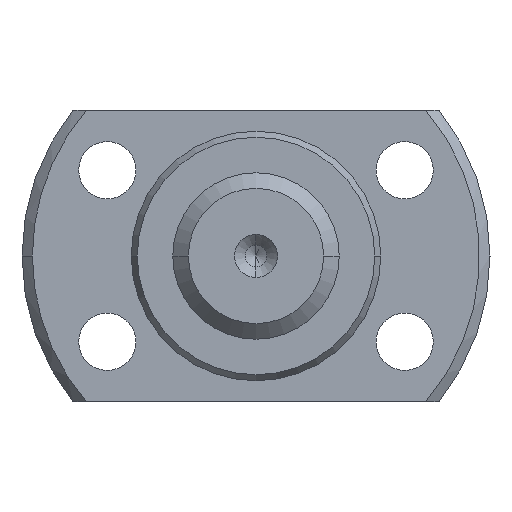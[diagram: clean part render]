
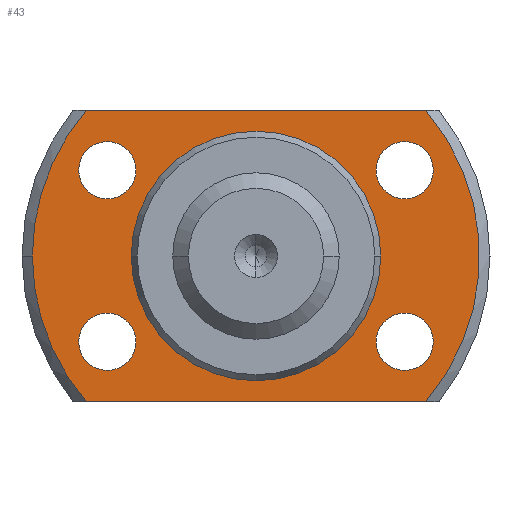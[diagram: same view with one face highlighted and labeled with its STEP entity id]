
A CAD part, left-side view. The second image highlights one B-rep face of the part: STEP entity #43.
In plain terms, the highlighted planar face has unit normal (-1, 0, 0).
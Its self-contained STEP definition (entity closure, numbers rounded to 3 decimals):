
#9 = DIRECTION ( 'NONE',  ( 1., 0., 0. ) ) ;
#39 = CARTESIAN_POINT ( 'NONE',  ( 11.5, 11.55, 8.25 ) ) ;
#43 = ADVANCED_FACE ( 'NONE', ( #1732, #1424, #2548, #3161, #346, #2274 ), #3422, .F. ) ;
#46 = AXIS2_PLACEMENT_3D ( 'NONE', #2932, #2657, #2898 ) ;
#87 = VERTEX_POINT ( 'NONE', #39 ) ;
#131 = DIRECTION ( 'NONE',  ( 1., 0., 0. ) ) ;
#141 = VERTEX_POINT ( 'NONE', #1432 ) ;
#145 = CARTESIAN_POINT ( 'NONE',  ( 11.5, 16.317, 14. ) ) ;
#186 = VERTEX_POINT ( 'NONE', #2863 ) ;
#206 = EDGE_CURVE ( 'NONE', #2314, #1229, #2936, .T. ) ;
#228 = CARTESIAN_POINT ( 'NONE',  ( 11.5, 0., 0. ) ) ;
#230 = AXIS2_PLACEMENT_3D ( 'NONE', #2027, #895, #1493 ) ;
#240 = AXIS2_PLACEMENT_3D ( 'NONE', #2961, #393, #2937 ) ;
#270 = EDGE_LOOP ( 'NONE', ( #3280, #2483 ) ) ;
#282 = EDGE_CURVE ( 'NONE', #1404, #2680, #1920, .T. ) ;
#346 = FACE_BOUND ( 'NONE', #1899, .T. ) ;
#393 = DIRECTION ( 'NONE',  ( 1., 0., 0. ) ) ;
#432 = CARTESIAN_POINT ( 'NONE',  ( 11.5, 0., 0. ) ) ;
#491 = VERTEX_POINT ( 'NONE', #1614 ) ;
#585 = ORIENTED_EDGE ( 'NONE', *, *, #3537, .T. ) ;
#614 = CARTESIAN_POINT ( 'NONE',  ( 11.5, -12., 0. ) ) ;
#624 = ORIENTED_EDGE ( 'NONE', *, *, #1188, .T. ) ;
#658 = DIRECTION ( 'NONE',  ( 1., 0., 0. ) ) ;
#701 = ORIENTED_EDGE ( 'NONE', *, *, #2081, .T. ) ;
#715 = AXIS2_PLACEMENT_3D ( 'NONE', #432, #3547, #2901 ) ;
#734 = DIRECTION ( 'NONE',  ( 0., 1., 0. ) ) ;
#819 = AXIS2_PLACEMENT_3D ( 'NONE', #1392, #9, #2307 ) ;
#880 = CARTESIAN_POINT ( 'NONE',  ( 11.5, -12., 0. ) ) ;
#895 = DIRECTION ( 'NONE',  ( 1., 0., 0. ) ) ;
#986 = EDGE_CURVE ( 'NONE', #141, #1976, #1162, .T. ) ;
#991 = DIRECTION ( 'NONE',  ( 0., 1., 0. ) ) ;
#1015 = VECTOR ( 'NONE', #2043, 1000. ) ;
#1128 = CARTESIAN_POINT ( 'NONE',  ( 11.5, 0., 0. ) ) ;
#1162 = CIRCLE ( 'NONE', #46, 2.75 ) ;
#1176 = CARTESIAN_POINT ( 'NONE',  ( 11.5, -11.55, -8.25 ) ) ;
#1188 = EDGE_CURVE ( 'NONE', #2378, #3265, #3364, .T. ) ;
#1203 = LINE ( 'NONE', #1744, #1015 ) ;
#1229 = VERTEX_POINT ( 'NONE', #1776 ) ;
#1230 = ORIENTED_EDGE ( 'NONE', *, *, #1840, .F. ) ;
#1234 = CIRCLE ( 'NONE', #3011, 2.75 ) ;
#1292 = CARTESIAN_POINT ( 'NONE',  ( 11.5, 11.55, -8.25 ) ) ;
#1298 = VERTEX_POINT ( 'NONE', #3413 ) ;
#1339 = AXIS2_PLACEMENT_3D ( 'NONE', #2294, #1514, #2913 ) ;
#1383 = EDGE_CURVE ( 'NONE', #186, #2510, #2952, .T. ) ;
#1392 = CARTESIAN_POINT ( 'NONE',  ( 11.5, -14.3, -8.25 ) ) ;
#1404 = VERTEX_POINT ( 'NONE', #614 ) ;
#1424 = FACE_BOUND ( 'NONE', #2617, .T. ) ;
#1432 = CARTESIAN_POINT ( 'NONE',  ( 11.5, 17.05, -8.25 ) ) ;
#1436 = ORIENTED_EDGE ( 'NONE', *, *, #2648, .F. ) ;
#1445 = EDGE_CURVE ( 'NONE', #3265, #2378, #1880, .T. ) ;
#1455 = AXIS2_PLACEMENT_3D ( 'NONE', #2396, #3274, #734 ) ;
#1465 = CARTESIAN_POINT ( 'NONE',  ( 11.5, 17.05, 8.25 ) ) ;
#1493 = DIRECTION ( 'NONE',  ( 0., 1., 0. ) ) ;
#1514 = DIRECTION ( 'NONE',  ( 1., 0., 0. ) ) ;
#1524 = AXIS2_PLACEMENT_3D ( 'NONE', #2261, #2574, #3109 ) ;
#1528 = VECTOR ( 'NONE', #3451, 1000. ) ;
#1573 = ORIENTED_EDGE ( 'NONE', *, *, #2758, .T. ) ;
#1614 = CARTESIAN_POINT ( 'NONE',  ( 11.5, -16.317, -14. ) ) ;
#1642 = EDGE_CURVE ( 'NONE', #2680, #1404, #2287, .T. ) ;
#1679 = EDGE_LOOP ( 'NONE', ( #1573, #701 ) ) ;
#1694 = AXIS2_PLACEMENT_3D ( 'NONE', #2443, #3593, #1809 ) ;
#1715 = DIRECTION ( 'NONE',  ( 0., 1., 0. ) ) ;
#1732 = FACE_BOUND ( 'NONE', #1679, .T. ) ;
#1744 = CARTESIAN_POINT ( 'NONE',  ( 11.5, -12., -14. ) ) ;
#1760 = AXIS2_PLACEMENT_3D ( 'NONE', #1966, #2041, #2007 ) ;
#1773 = DIRECTION ( 'NONE',  ( 0., 1., 0. ) ) ;
#1776 = CARTESIAN_POINT ( 'NONE',  ( 11.5, -17.05, 8.25 ) ) ;
#1790 = CARTESIAN_POINT ( 'NONE',  ( 11.5, 14.3, 8.25 ) ) ;
#1792 = CARTESIAN_POINT ( 'NONE',  ( 11.5, -17.05, -8.25 ) ) ;
#1800 = CARTESIAN_POINT ( 'NONE',  ( 11.5, 16.317, -14. ) ) ;
#1809 = DIRECTION ( 'NONE',  ( 0., 1., 0. ) ) ;
#1824 = CIRCLE ( 'NONE', #240, 2.75 ) ;
#1840 = EDGE_CURVE ( 'NONE', #2510, #1298, #3106, .T. ) ;
#1877 = VERTEX_POINT ( 'NONE', #1465 ) ;
#1880 = CIRCLE ( 'NONE', #819, 2.75 ) ;
#1885 = CIRCLE ( 'NONE', #1760, 2.75 ) ;
#1899 = EDGE_LOOP ( 'NONE', ( #2184, #3403 ) ) ;
#1920 = CIRCLE ( 'NONE', #3550, 12. ) ;
#1966 = CARTESIAN_POINT ( 'NONE',  ( 11.5, -14.3, 8.25 ) ) ;
#1973 = VERTEX_POINT ( 'NONE', #1800 ) ;
#1976 = VERTEX_POINT ( 'NONE', #1292 ) ;
#2001 = DIRECTION ( 'NONE',  ( 1., 0., 0. ) ) ;
#2007 = DIRECTION ( 'NONE',  ( 0., 1., 0. ) ) ;
#2027 = CARTESIAN_POINT ( 'NONE',  ( 11.5, -14.3, -8.25 ) ) ;
#2041 = DIRECTION ( 'NONE',  ( 1., 0., 0. ) ) ;
#2043 = DIRECTION ( 'NONE',  ( 0., -1., 0. ) ) ;
#2081 = EDGE_CURVE ( 'NONE', #87, #1877, #1824, .T. ) ;
#2088 = EDGE_CURVE ( 'NONE', #1298, #491, #2293, .T. ) ;
#2184 = ORIENTED_EDGE ( 'NONE', *, *, #1642, .T. ) ;
#2261 = CARTESIAN_POINT ( 'NONE',  ( 11.5, 0., 0. ) ) ;
#2274 = FACE_OUTER_BOUND ( 'NONE', #2684, .T. ) ;
#2287 = CIRCLE ( 'NONE', #1455, 12. ) ;
#2293 = CIRCLE ( 'NONE', #715, 21.5 ) ;
#2294 = CARTESIAN_POINT ( 'NONE',  ( 11.5, -14.3, 8.25 ) ) ;
#2304 = CARTESIAN_POINT ( 'NONE',  ( 11.5, -12., 14. ) ) ;
#2307 = DIRECTION ( 'NONE',  ( 0., 1., 0. ) ) ;
#2314 = VERTEX_POINT ( 'NONE', #2608 ) ;
#2321 = ORIENTED_EDGE ( 'NONE', *, *, #2088, .F. ) ;
#2337 = EDGE_LOOP ( 'NONE', ( #2486, #624 ) ) ;
#2378 = VERTEX_POINT ( 'NONE', #1792 ) ;
#2396 = CARTESIAN_POINT ( 'NONE',  ( 11.5, 0., 0. ) ) ;
#2443 = CARTESIAN_POINT ( 'NONE',  ( 11.5, 14.3, -8.25 ) ) ;
#2458 = DIRECTION ( 'NONE',  ( 0., 1., 0. ) ) ;
#2483 = ORIENTED_EDGE ( 'NONE', *, *, #2522, .T. ) ;
#2486 = ORIENTED_EDGE ( 'NONE', *, *, #1445, .T. ) ;
#2510 = VERTEX_POINT ( 'NONE', #145 ) ;
#2522 = EDGE_CURVE ( 'NONE', #1976, #141, #3323, .T. ) ;
#2537 = ORIENTED_EDGE ( 'NONE', *, *, #206, .T. ) ;
#2548 = FACE_BOUND ( 'NONE', #2337, .T. ) ;
#2574 = DIRECTION ( 'NONE',  ( 1., 0., 0. ) ) ;
#2590 = CIRCLE ( 'NONE', #3072, 21.5 ) ;
#2608 = CARTESIAN_POINT ( 'NONE',  ( 11.5, -11.55, 8.25 ) ) ;
#2617 = EDGE_LOOP ( 'NONE', ( #2537, #585 ) ) ;
#2648 = EDGE_CURVE ( 'NONE', #1973, #186, #2590, .T. ) ;
#2657 = DIRECTION ( 'NONE',  ( 1., 0., 0. ) ) ;
#2680 = VERTEX_POINT ( 'NONE', #3345 ) ;
#2684 = EDGE_LOOP ( 'NONE', ( #1230, #2998, #1436, #2948, #2321 ) ) ;
#2728 = EDGE_CURVE ( 'NONE', #1973, #491, #1203, .T. ) ;
#2758 = EDGE_CURVE ( 'NONE', #1877, #87, #1234, .T. ) ;
#2863 = CARTESIAN_POINT ( 'NONE',  ( 11.5, 21.5, 0. ) ) ;
#2898 = DIRECTION ( 'NONE',  ( 0., 1., 0. ) ) ;
#2901 = DIRECTION ( 'NONE',  ( 0., 1., 0. ) ) ;
#2913 = DIRECTION ( 'NONE',  ( 0., 1., 0. ) ) ;
#2932 = CARTESIAN_POINT ( 'NONE',  ( 11.5, 14.3, -8.25 ) ) ;
#2936 = CIRCLE ( 'NONE', #1339, 2.75 ) ;
#2937 = DIRECTION ( 'NONE',  ( 0., 1., 0. ) ) ;
#2948 = ORIENTED_EDGE ( 'NONE', *, *, #2728, .T. ) ;
#2952 = CIRCLE ( 'NONE', #1524, 21.5 ) ;
#2961 = CARTESIAN_POINT ( 'NONE',  ( 11.5, 14.3, 8.25 ) ) ;
#2998 = ORIENTED_EDGE ( 'NONE', *, *, #1383, .F. ) ;
#3011 = AXIS2_PLACEMENT_3D ( 'NONE', #1790, #658, #1773 ) ;
#3072 = AXIS2_PLACEMENT_3D ( 'NONE', #228, #3087, #2458 ) ;
#3087 = DIRECTION ( 'NONE',  ( 1., 0., 0. ) ) ;
#3106 = LINE ( 'NONE', #2304, #1528 ) ;
#3109 = DIRECTION ( 'NONE',  ( 0., 1., 0. ) ) ;
#3161 = FACE_BOUND ( 'NONE', #270, .T. ) ;
#3265 = VERTEX_POINT ( 'NONE', #1176 ) ;
#3274 = DIRECTION ( 'NONE',  ( 1., 0., 0. ) ) ;
#3280 = ORIENTED_EDGE ( 'NONE', *, *, #986, .T. ) ;
#3306 = AXIS2_PLACEMENT_3D ( 'NONE', #880, #2001, #1715 ) ;
#3323 = CIRCLE ( 'NONE', #1694, 2.75 ) ;
#3345 = CARTESIAN_POINT ( 'NONE',  ( 11.5, 12., 0. ) ) ;
#3364 = CIRCLE ( 'NONE', #230, 2.75 ) ;
#3403 = ORIENTED_EDGE ( 'NONE', *, *, #282, .T. ) ;
#3413 = CARTESIAN_POINT ( 'NONE',  ( 11.5, -16.317, 14. ) ) ;
#3422 = PLANE ( 'NONE',  #3306 ) ;
#3451 = DIRECTION ( 'NONE',  ( 0., -1., 0. ) ) ;
#3537 = EDGE_CURVE ( 'NONE', #1229, #2314, #1885, .T. ) ;
#3547 = DIRECTION ( 'NONE',  ( 1., 0., 0. ) ) ;
#3550 = AXIS2_PLACEMENT_3D ( 'NONE', #1128, #131, #991 ) ;
#3593 = DIRECTION ( 'NONE',  ( 1., 0., 0. ) ) ;
